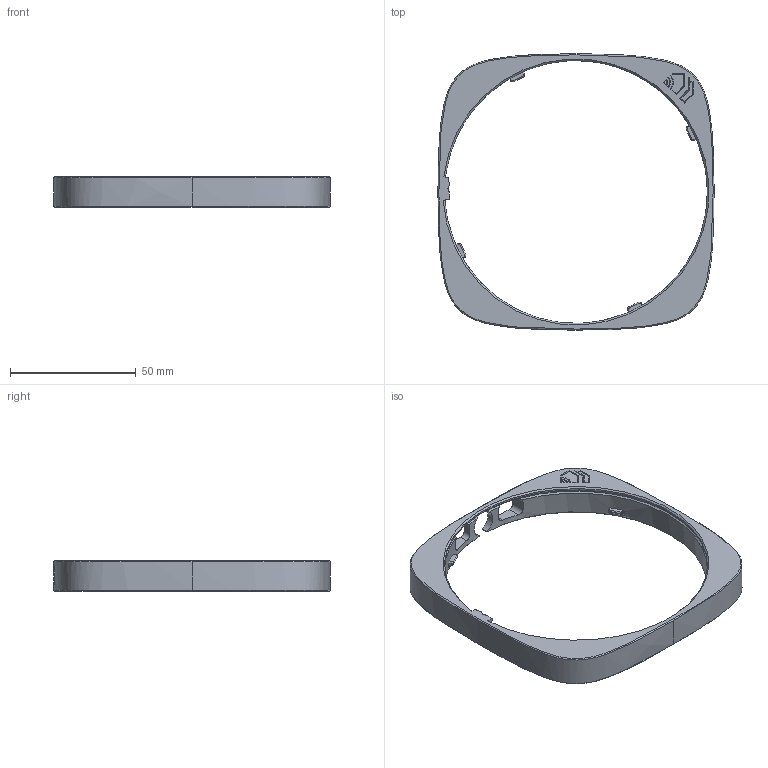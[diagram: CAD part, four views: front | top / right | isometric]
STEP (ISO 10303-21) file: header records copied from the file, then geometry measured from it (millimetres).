
FILE_DESCRIPTION(/* description */ (''),/* implementation_level */ '2;1');
FILE_NAME(/* name */ 'Lock Ring.step',/* time_stamp */ '2025-05-26T17:19:15+01:00',/* author */ (''),/* organization */ (''),/* preprocessor_version */ 'ST-DEVELOPER v20.1',/* originating_system */ 'Autodesk Translation Framework v14.10.0.0',/* authorisation */ '');
FILE_SCHEMA (('AUTOMOTIVE_DESIGN { 1 0 10303 214 3 1 1 }'));
Length unit declared in the file: millimetre
Products named in the file (4): UFO Printable Compliant V2; UFO Template v40; Main Body; Lock Ring
Assembly tree (3 placements, depth 3):
  UFO Printable Compliant V2
    UFO Template v40
      Main Body
      Lock Ring
Bounding box: 110 x 110 x 12.29 mm (x, y, z)
Volume: 30698.5 mm3; surface area: 13790.7 mm2
Topology: 1 solids, 1 shells, 148 faces, 391 edges, 252 vertices
Faces by surface type: plane 74, cone 31, cylinder 31, bspline 12
Entity records: 5664 total; most frequent: CARTESIAN_POINT 2047, ORIENTED_EDGE 782, DIRECTION 673, EDGE_CURVE 391, VERTEX_POINT 252, AXIS2_PLACEMENT_3D 229, LINE 215, VECTOR 215
